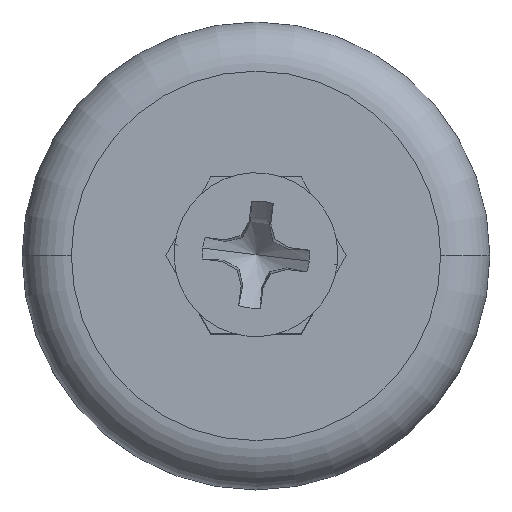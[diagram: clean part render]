
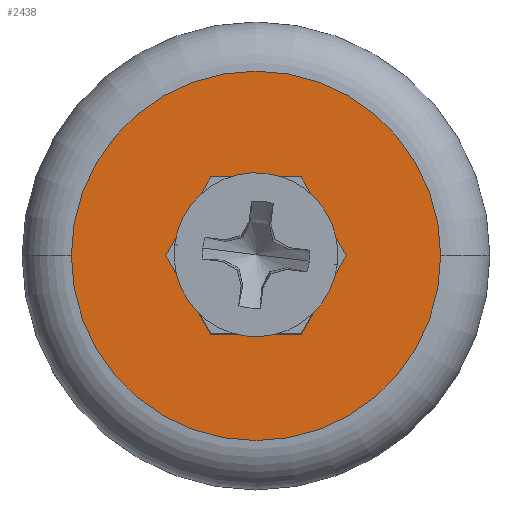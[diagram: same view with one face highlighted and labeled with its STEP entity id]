
A CAD part, top view. The second image highlights one B-rep face of the part: STEP entity #2438.
In plain terms, the highlighted planar face has unit normal (0, 0, 1).
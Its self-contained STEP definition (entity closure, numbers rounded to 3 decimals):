
#348 = DIRECTION ( 'NONE',  ( 0., 0., 1. ) ) ;
#422 = AXIS2_PLACEMENT_3D ( 'NONE', #777, #2305, #3041 ) ;
#460 = DIRECTION ( 'NONE',  ( 1., 0., 0. ) ) ;
#659 = DIRECTION ( 'NONE',  ( 1., 0., 0. ) ) ;
#750 = AXIS2_PLACEMENT_3D ( 'NONE', #3858, #2217, #659 ) ;
#777 = CARTESIAN_POINT ( 'NONE',  ( 0., 0., 0. ) ) ;
#963 = EDGE_LOOP ( 'NONE', ( #3957, #2760 ) ) ;
#1127 = VERTEX_POINT ( 'NONE', #1895 ) ;
#1287 = EDGE_CURVE ( 'NONE', #4352, #4614, #2818, .T. ) ;
#1463 = DIRECTION ( 'NONE',  ( 0., 0., -1. ) ) ;
#1493 = FACE_OUTER_BOUND ( 'NONE', #2463, .T. ) ;
#1895 = CARTESIAN_POINT ( 'NONE',  ( -2.7, 0., 0. ) ) ;
#2210 = CARTESIAN_POINT ( 'NONE',  ( 7.5, 0., 0. ) ) ;
#2217 = DIRECTION ( 'NONE',  ( 0., 0., 1. ) ) ;
#2305 = DIRECTION ( 'NONE',  ( 0., 0., -1. ) ) ;
#2334 = CIRCLE ( 'NONE', #750, 7.5 ) ;
#2379 = CARTESIAN_POINT ( 'NONE',  ( 0., 0., 0. ) ) ;
#2438 = ADVANCED_FACE ( 'NONE', ( #5056, #1493 ), #3523, .T. ) ;
#2463 = EDGE_LOOP ( 'NONE', ( #3721, #2833 ) ) ;
#2474 = EDGE_CURVE ( 'NONE', #3682, #1127, #3511, .T. ) ;
#2505 = CARTESIAN_POINT ( 'NONE',  ( 2.7, 0., 0. ) ) ;
#2652 = AXIS2_PLACEMENT_3D ( 'NONE', #3180, #348, #2743 ) ;
#2685 = CARTESIAN_POINT ( 'NONE',  ( -7.5, 0., 0. ) ) ;
#2743 = DIRECTION ( 'NONE',  ( 1., 0., 0. ) ) ;
#2760 = ORIENTED_EDGE ( 'NONE', *, *, #3780, .T. ) ;
#2818 = CIRCLE ( 'NONE', #3590, 7.5 ) ;
#2833 = ORIENTED_EDGE ( 'NONE', *, *, #4032, .T. ) ;
#2997 = CIRCLE ( 'NONE', #422, 2.7 ) ;
#3041 = DIRECTION ( 'NONE',  ( 1., 0., 0. ) ) ;
#3180 = CARTESIAN_POINT ( 'NONE',  ( 0., 0., 0. ) ) ;
#3511 = CIRCLE ( 'NONE', #4674, 2.7 ) ;
#3523 = PLANE ( 'NONE',  #2652 ) ;
#3590 = AXIS2_PLACEMENT_3D ( 'NONE', #3636, #4050, #460 ) ;
#3636 = CARTESIAN_POINT ( 'NONE',  ( 0., 0., 0. ) ) ;
#3682 = VERTEX_POINT ( 'NONE', #2505 ) ;
#3721 = ORIENTED_EDGE ( 'NONE', *, *, #1287, .T. ) ;
#3780 = EDGE_CURVE ( 'NONE', #1127, #3682, #2997, .T. ) ;
#3858 = CARTESIAN_POINT ( 'NONE',  ( 0., 0., 0. ) ) ;
#3957 = ORIENTED_EDGE ( 'NONE', *, *, #2474, .T. ) ;
#4032 = EDGE_CURVE ( 'NONE', #4614, #4352, #2334, .T. ) ;
#4050 = DIRECTION ( 'NONE',  ( 0., 0., 1. ) ) ;
#4319 = DIRECTION ( 'NONE',  ( 1., 0., 0. ) ) ;
#4352 = VERTEX_POINT ( 'NONE', #2210 ) ;
#4614 = VERTEX_POINT ( 'NONE', #2685 ) ;
#4674 = AXIS2_PLACEMENT_3D ( 'NONE', #2379, #1463, #4319 ) ;
#5056 = FACE_BOUND ( 'NONE', #963, .T. ) ;
